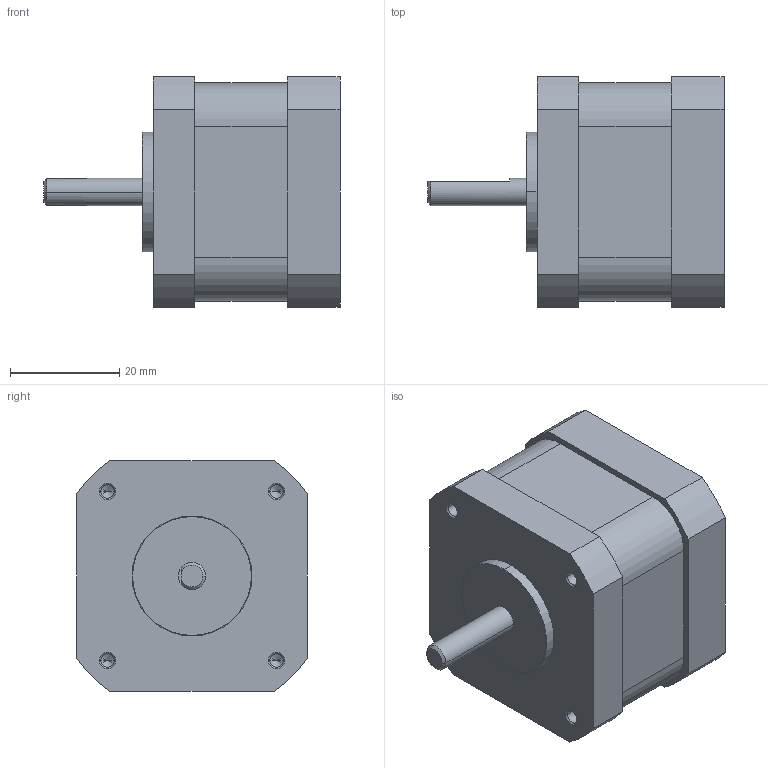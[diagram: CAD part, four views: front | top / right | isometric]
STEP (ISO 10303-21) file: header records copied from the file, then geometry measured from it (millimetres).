
FILE_DESCRIPTION(('STEP AP214'),'1');
FILE_NAME('stepper_am17hd4452-02n.stp','2017-09-18T08:16:55',('TraceParts'),('TraceParts S.A.'),'Spatial InterOp 3D',' ',' ');
FILE_SCHEMA(('automotive_design'));
Length unit declared in the file: millimetre
Products named in the file (2): stepper_am17hd4452-02n_1; stepper_am17hd4452-02n_2
Bounding box: 54.3 x 42.3 x 42.3 mm (x, y, z)
Volume: 57077.9 mm3; surface area: 10523.3 mm2
Topology: 2 solids, 2 shells, 94 faces, 214 edges, 130 vertices
Faces by surface type: cylinder 38, plane 28, cone 26, torus 2
Entity records: 3333 total; most frequent: DIRECTION 498, CARTESIAN_POINT 440, ORIENTED_EDGE 412, EDGE_CURVE 206, AXIS2_PLACEMENT_3D 198, VERTEX_POINT 130, EDGE_LOOP 108, CIRCLE 102
